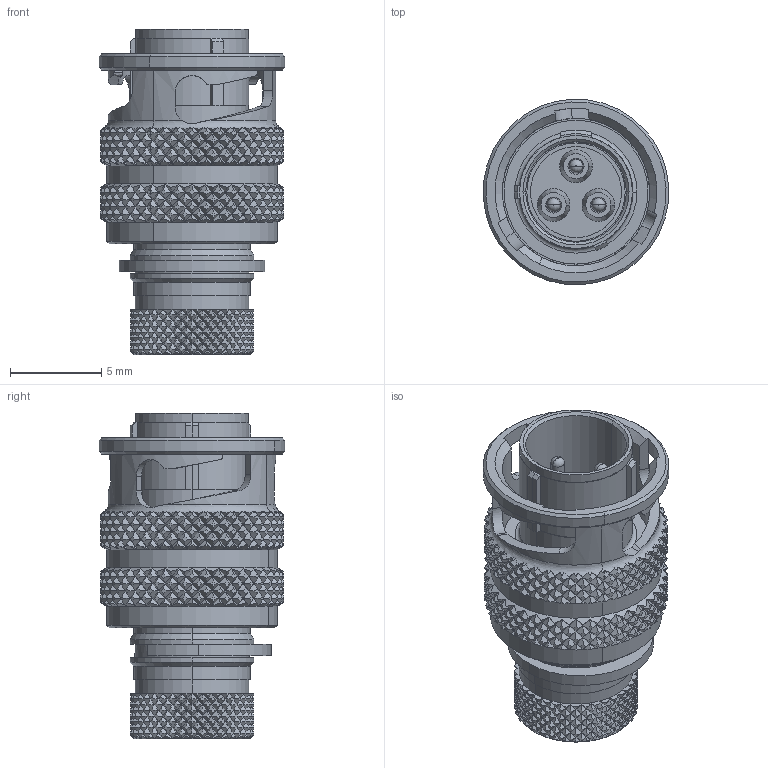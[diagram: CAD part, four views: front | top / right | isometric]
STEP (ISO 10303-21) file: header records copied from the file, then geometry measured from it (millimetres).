
FILE_DESCRIPTION (( 'STEP AP214' ), '1' );
FILE_NAME ('ASX602-03PC-HE.STEP', '2016-04-08T10:34:45', ( 'TE Connectivity' ), ( 'TE Connectivity' ), 'SwSTEP 2.0', 'SolidWorks 2014', '' );
FILE_SCHEMA (( 'AUTOMOTIVE_DESIGN' ));
Length unit declared in the file: millimetre
Products named in the file (1): ASX602-03PC-HE
Bounding box: 10.19 x 10.19 x 17.89 mm (x, y, z)
Volume: 646.1 mm3; surface area: 1934.9 mm2
Topology: 10 solids, 11 shells, 4090 faces, 8646 edges, 4594 vertices
Faces by surface type: bspline 2992, cylinder 841, plane 123, cone 99, torus 35
Entity records: 248616 total; most frequent: CARTESIAN_POINT 150183, ORIENTED_EDGE 17292, EDGE_CURVE 8646, VERTEX_POINT 4594, EDGE_LOOP 4138, UNCERTAINTY_MEASURE_WITH_UNIT 4098, FILL_AREA_STYLE 4097, SURFACE_STYLE_USAGE 4097
